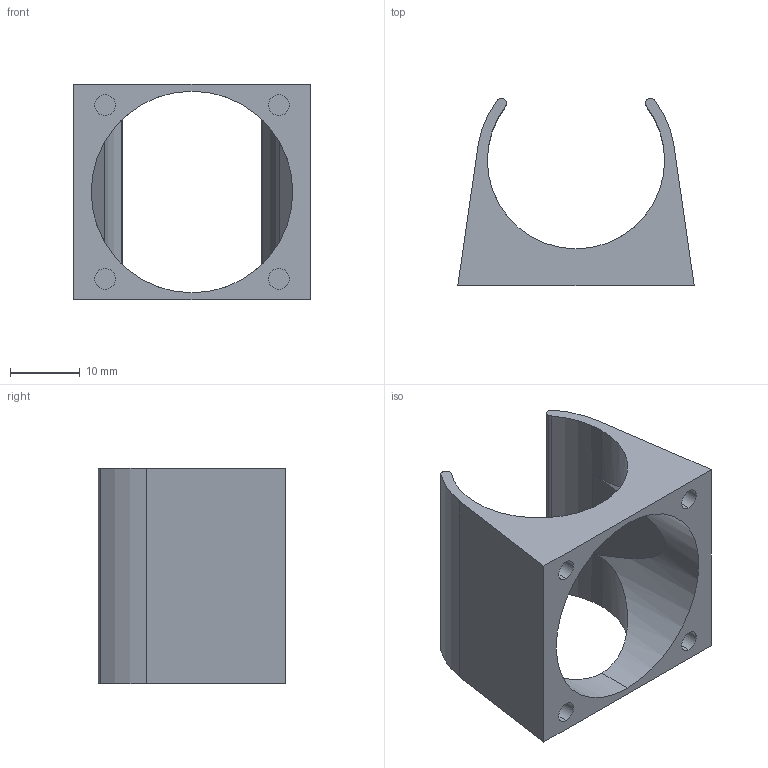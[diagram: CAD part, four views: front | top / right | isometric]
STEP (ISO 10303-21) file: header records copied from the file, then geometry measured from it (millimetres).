
FILE_DESCRIPTION (( 'STEP AP214' ), '1' );
FILE_NAME ('guide d''air refroidissement.STEP', '2021-03-10T09:26:45', ( '' ), ( '' ), 'SwSTEP 2.0', 'SolidWorks 2016', '' );
FILE_SCHEMA (( 'AUTOMOTIVE_DESIGN' ));
Length unit declared in the file: millimetre
Products named in the file (1): guide d''air refroidissement
Bounding box: 34 x 26.92 x 31 mm (x, y, z)
Volume: 5143.8 mm3; surface area: 5066.5 mm2
Topology: 1 solids, 1 shells, 30 faces, 75 edges, 50 vertices
Faces by surface type: cylinder 19, plane 11
Entity records: 1067 total; most frequent: CARTESIAN_POINT 294, DIRECTION 161, ORIENTED_EDGE 150, EDGE_CURVE 75, AXIS2_PLACEMENT_3D 65, VERTEX_POINT 50, EDGE_LOOP 35, CIRCLE 34
